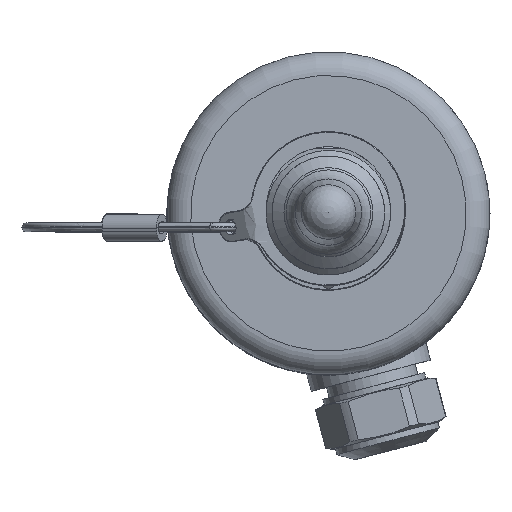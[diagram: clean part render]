
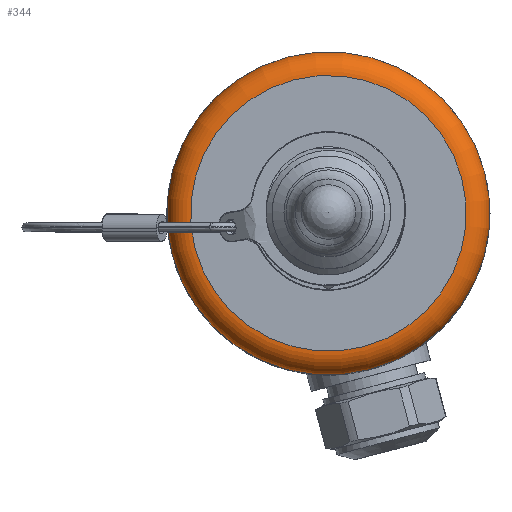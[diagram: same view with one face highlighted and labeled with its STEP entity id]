
A CAD part, top view. The second image highlights one B-rep face of the part: STEP entity #344.
In plain terms, the highlighted toroidal (fillet/blend) face has major radius 23.25 mm and minor radius 4 mm.
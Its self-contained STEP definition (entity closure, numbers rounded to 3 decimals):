
#344 = ADVANCED_FACE( '', ( #1001, #1002 ), #1003, .T. );
#1001 = FACE_OUTER_BOUND( '', #2100, .T. );
#1002 = FACE_OUTER_BOUND( '', #2101, .T. );
#1003 = TOROIDAL_SURFACE( '', #2102, 23.25, 4. );
#2100 = EDGE_LOOP( '', ( #6916 ) );
#2101 = EDGE_LOOP( '', ( #6917 ) );
#2102 = AXIS2_PLACEMENT_3D( '', #6918, #6919, #6920 );
#6916 = ORIENTED_EDGE( '', *, *, #10187, .T. );
#6917 = ORIENTED_EDGE( '', *, *, #10188, .F. );
#6918 = CARTESIAN_POINT( '', ( 0., 0., 39. ) );
#6919 = DIRECTION( '', ( 0., 0., -1. ) );
#6920 = DIRECTION( '', ( 0.247, -0.969, 0. ) );
#10187 = EDGE_CURVE( '', #11262, #11262, #11263, .T. );
#10188 = EDGE_CURVE( '', #11264, #11264, #11265, .T. );
#11262 = VERTEX_POINT( '', #12842 );
#11263 = CIRCLE( '', #12843, 27.25 );
#11264 = VERTEX_POINT( '', #12844 );
#11265 = CIRCLE( '', #12845, 23.25 );
#12842 = CARTESIAN_POINT( '', ( 6.923, -26.356, 39. ) );
#12843 = AXIS2_PLACEMENT_3D( '', #18687, #18688, #18689 );
#12844 = CARTESIAN_POINT( '', ( -5.907, 22.487, 43. ) );
#12845 = AXIS2_PLACEMENT_3D( '', #18690, #18691, #18692 );
#18687 = CARTESIAN_POINT( '', ( 0., 0., 39. ) );
#18688 = DIRECTION( '', ( 0., 0., 1. ) );
#18689 = DIRECTION( '', ( 0.254, -0.967, 0. ) );
#18690 = CARTESIAN_POINT( '', ( 0., 0., 43. ) );
#18691 = DIRECTION( '', ( 0., 0., 1. ) );
#18692 = DIRECTION( '', ( -0.254, 0.967, 0. ) );
